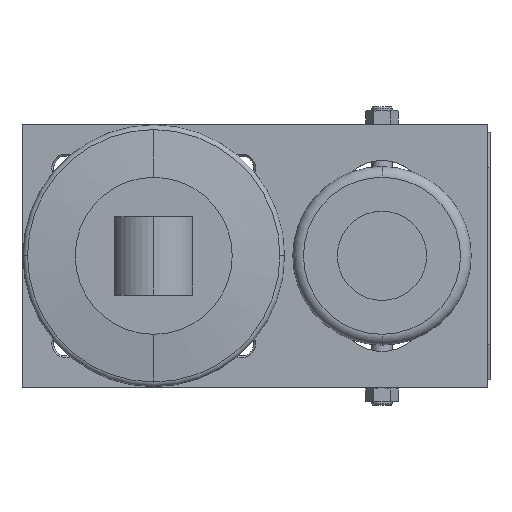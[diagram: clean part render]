
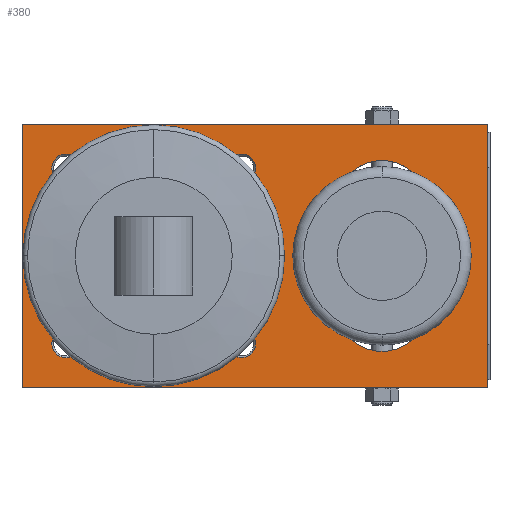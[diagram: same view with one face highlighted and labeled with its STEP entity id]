
A CAD part, top view. The second image highlights one B-rep face of the part: STEP entity #380.
In plain terms, the highlighted planar face has unit normal (0, 0, 1).
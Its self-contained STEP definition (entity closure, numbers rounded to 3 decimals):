
#380=ADVANCED_FACE('',(#810,#811,#812,#813,#814,#815,#816),#817,.T.);
#810=FACE_BOUND('',#1302,.T.);
#811=FACE_BOUND('',#1303,.T.);
#812=FACE_BOUND('',#1304,.T.);
#813=FACE_BOUND('',#1305,.T.);
#814=FACE_BOUND('',#1306,.T.);
#815=FACE_BOUND('',#1307,.T.);
#816=FACE_OUTER_BOUND('',#1308,.T.);
#817=PLANE('',#1309);
#1302=EDGE_LOOP('',(#2317,#2318,#2319,#2320));
#1303=EDGE_LOOP('',(#2321,#2322));
#1304=EDGE_LOOP('',(#2323,#2324));
#1305=EDGE_LOOP('',(#2325,#2326));
#1306=EDGE_LOOP('',(#2327,#2328));
#1307=EDGE_LOOP('',(#2329,#2330));
#1308=EDGE_LOOP('',(#2331,#2332,#2333,#2334,#2335,#2336));
#1309=AXIS2_PLACEMENT_3D('',#2337,#2338,#2339);
#2317=ORIENTED_EDGE('',*,*,#3026,.T.);
#2318=ORIENTED_EDGE('',*,*,#3033,.T.);
#2319=ORIENTED_EDGE('',*,*,#3037,.T.);
#2320=ORIENTED_EDGE('',*,*,#3028,.T.);
#2321=ORIENTED_EDGE('',*,*,#3077,.T.);
#2322=ORIENTED_EDGE('',*,*,#2852,.T.);
#2323=ORIENTED_EDGE('',*,*,#2849,.T.);
#2324=ORIENTED_EDGE('',*,*,#3079,.T.);
#2325=ORIENTED_EDGE('',*,*,#2835,.T.);
#2326=ORIENTED_EDGE('',*,*,#3085,.T.);
#2327=ORIENTED_EDGE('',*,*,#2821,.T.);
#2328=ORIENTED_EDGE('',*,*,#3091,.T.);
#2329=ORIENTED_EDGE('',*,*,#2807,.T.);
#2330=ORIENTED_EDGE('',*,*,#3097,.T.);
#2331=ORIENTED_EDGE('',*,*,#3132,.T.);
#2332=ORIENTED_EDGE('',*,*,#3103,.T.);
#2333=ORIENTED_EDGE('',*,*,#3136,.T.);
#2334=ORIENTED_EDGE('',*,*,#3138,.T.);
#2335=ORIENTED_EDGE('',*,*,#3139,.T.);
#2336=ORIENTED_EDGE('',*,*,#3140,.T.);
#2337=CARTESIAN_POINT('',(132.5,75.0,20.0));
#2338=DIRECTION('',(0.0,0.0,1.0));
#2339=DIRECTION('',(1.0,0.0,0.0));
#2807=EDGE_CURVE('',#3318,#3321,#3323,.T.);
#2821=EDGE_CURVE('',#3340,#3343,#3345,.T.);
#2835=EDGE_CURVE('',#3362,#3365,#3367,.T.);
#2849=EDGE_CURVE('',#3384,#3387,#3389,.T.);
#2852=EDGE_CURVE('',#3394,#3391,#3395,.T.);
#3026=EDGE_CURVE('',#3646,#3651,#3653,.T.);
#3028=EDGE_CURVE('',#3655,#3646,#3656,.T.);
#3033=EDGE_CURVE('',#3651,#3662,#3664,.T.);
#3037=EDGE_CURVE('',#3662,#3655,#3668,.T.);
#3077=EDGE_CURVE('',#3391,#3394,#3716,.T.);
#3079=EDGE_CURVE('',#3387,#3384,#3718,.T.);
#3085=EDGE_CURVE('',#3365,#3362,#3724,.T.);
#3091=EDGE_CURVE('',#3343,#3340,#3730,.T.);
#3097=EDGE_CURVE('',#3321,#3318,#3736,.T.);
#3103=EDGE_CURVE('',#3742,#3743,#3744,.T.);
#3132=EDGE_CURVE('',#3785,#3742,#3786,.T.);
#3136=EDGE_CURVE('',#3743,#3791,#3793,.T.);
#3138=EDGE_CURVE('',#3791,#3795,#3796,.T.);
#3139=EDGE_CURVE('',#3795,#3797,#3798,.T.);
#3140=EDGE_CURVE('',#3797,#3785,#3799,.T.);
#3318=VERTEX_POINT('',#4049);
#3321=VERTEX_POINT('',#4053);
#3323=CIRCLE('',#4056,8.0);
#3340=VERTEX_POINT('',#4077);
#3343=VERTEX_POINT('',#4081);
#3345=CIRCLE('',#4084,8.0);
#3362=VERTEX_POINT('',#4105);
#3365=VERTEX_POINT('',#4109);
#3367=CIRCLE('',#4112,8.0);
#3384=VERTEX_POINT('',#4133);
#3387=VERTEX_POINT('',#4137);
#3389=CIRCLE('',#4140,8.0);
#3391=VERTEX_POINT('',#4142);
#3394=VERTEX_POINT('',#4146);
#3395=CIRCLE('',#4147,37.25);
#3646=VERTEX_POINT('',#4839);
#3651=VERTEX_POINT('',#4845);
#3653=CIRCLE('',#4848,25.4);
#3655=VERTEX_POINT('',#4850);
#3656=LINE('',#4851,#4852);
#3662=VERTEX_POINT('',#4860);
#3664=LINE('',#4863,#4864);
#3668=CIRCLE('',#4869,25.4);
#3716=CIRCLE('',#4930,37.25);
#3718=CIRCLE('',#4932,8.0);
#3724=CIRCLE('',#4938,8.0);
#3730=CIRCLE('',#4944,8.0);
#3736=CIRCLE('',#4950,8.0);
#3742=VERTEX_POINT('',#4956);
#3743=VERTEX_POINT('',#4957);
#3744=LINE('',#4958,#4959);
#3785=VERTEX_POINT('',#5020);
#3786=LINE('',#5021,#5022);
#3791=VERTEX_POINT('',#5029);
#3793=LINE('',#5032,#5033);
#3795=VERTEX_POINT('',#5035);
#3796=LINE('',#5036,#5037);
#3797=VERTEX_POINT('',#5038);
#3798=LINE('',#5039,#5040);
#3799=LINE('',#5041,#5042);
#4049=CARTESIAN_POINT('',(25.0,33.0,20.0));
#4053=CARTESIAN_POINT('',(25.0,17.0,20.0));
#4056=AXIS2_PLACEMENT_3D('',#5719,#5720,#5721);
#4077=CARTESIAN_POINT('',(25.0,133.0,20.0));
#4081=CARTESIAN_POINT('',(25.0,117.0,20.0));
#4084=AXIS2_PLACEMENT_3D('',#5740,#5741,#5742);
#4105=CARTESIAN_POINT('',(125.0,33.0,20.0));
#4109=CARTESIAN_POINT('',(125.0,17.0,20.0));
#4112=AXIS2_PLACEMENT_3D('',#5761,#5762,#5763);
#4133=CARTESIAN_POINT('',(125.0,133.0,20.0));
#4137=CARTESIAN_POINT('',(125.0,117.0,20.0));
#4140=AXIS2_PLACEMENT_3D('',#5782,#5783,#5784);
#4142=CARTESIAN_POINT('',(112.25,75.0,20.0));
#4146=CARTESIAN_POINT('',(37.75,75.0,20.0));
#4147=AXIS2_PLACEMENT_3D('',#5786,#5787,#5788);
#4839=CARTESIAN_POINT('',(179.6,104.0,20.0));
#4845=CARTESIAN_POINT('',(230.4,104.0,20.0));
#4848=AXIS2_PLACEMENT_3D('',#5986,#5987,#5988);
#4850=CARTESIAN_POINT('',(179.6,46.0,20.0));
#4851=CARTESIAN_POINT('',(179.6,75.0,20.0));
#4852=VECTOR('',#5989,1.0);
#4860=CARTESIAN_POINT('',(230.4,46.0,20.0));
#4863=CARTESIAN_POINT('',(230.4,75.0,20.0));
#4864=VECTOR('',#5993,1.0);
#4869=AXIS2_PLACEMENT_3D('',#5998,#5999,#6000);
#4930=AXIS2_PLACEMENT_3D('',#6044,#6045,#6046);
#4932=AXIS2_PLACEMENT_3D('',#6047,#6048,#6049);
#4938=AXIS2_PLACEMENT_3D('',#6056,#6057,#6058);
#4944=AXIS2_PLACEMENT_3D('',#6065,#6066,#6067);
#4950=AXIS2_PLACEMENT_3D('',#6074,#6075,#6076);
#4956=CARTESIAN_POINT('',(265.0,4.5,20.0));
#4957=CARTESIAN_POINT('',(265.0,145.5,20.0));
#4958=CARTESIAN_POINT('',(265.0,75.0,20.0));
#4959=VECTOR('',#6083,1.0);
#5020=CARTESIAN_POINT('',(265.0,0.0,20.0));
#5021=CARTESIAN_POINT('',(265.0,75.0,20.0));
#5022=VECTOR('',#6104,1.0);
#5029=CARTESIAN_POINT('',(265.0,150.0,20.0));
#5032=CARTESIAN_POINT('',(265.0,75.0,20.0));
#5033=VECTOR('',#6108,1.0);
#5035=CARTESIAN_POINT('',(0.0,150.0,20.0));
#5036=CARTESIAN_POINT('',(132.5,150.0,20.0));
#5037=VECTOR('',#6109,1.0);
#5038=CARTESIAN_POINT('',(0.0,0.0,20.0));
#5039=CARTESIAN_POINT('',(0.0,75.0,20.0));
#5040=VECTOR('',#6110,1.0);
#5041=CARTESIAN_POINT('',(132.5,0.0,20.0));
#5042=VECTOR('',#6111,1.0);
#5719=CARTESIAN_POINT('',(25.0,25.0,20.0));
#5720=DIRECTION('',(0.0,0.0,-1.0));
#5721=DIRECTION('',(0.0,1.0,0.0));
#5740=CARTESIAN_POINT('',(25.0,125.0,20.0));
#5741=DIRECTION('',(0.0,0.0,-1.0));
#5742=DIRECTION('',(0.0,1.0,0.0));
#5761=CARTESIAN_POINT('',(125.0,25.0,20.0));
#5762=DIRECTION('',(0.0,0.0,-1.0));
#5763=DIRECTION('',(0.0,1.0,0.0));
#5782=CARTESIAN_POINT('',(125.0,125.0,20.0));
#5783=DIRECTION('',(0.0,0.0,-1.0));
#5784=DIRECTION('',(0.0,1.0,0.0));
#5786=CARTESIAN_POINT('',(75.0,75.0,20.0));
#5787=DIRECTION('',(0.0,0.0,-1.0));
#5788=DIRECTION('',(1.0,0.0,0.0));
#5986=CARTESIAN_POINT('',(205.0,104.0,20.0));
#5987=DIRECTION('',(0.0,0.0,-1.0));
#5988=DIRECTION('',(1.0,0.0,0.0));
#5989=DIRECTION('',(0.0,1.0,0.0));
#5993=DIRECTION('',(0.0,-1.0,0.0));
#5998=CARTESIAN_POINT('',(205.0,46.0,20.0));
#5999=DIRECTION('',(0.0,0.0,-1.0));
#6000=DIRECTION('',(1.0,0.0,0.0));
#6044=CARTESIAN_POINT('',(75.0,75.0,20.0));
#6045=DIRECTION('',(0.0,0.0,-1.0));
#6046=DIRECTION('',(1.0,0.0,0.0));
#6047=CARTESIAN_POINT('',(125.0,125.0,20.0));
#6048=DIRECTION('',(0.0,0.0,-1.0));
#6049=DIRECTION('',(0.0,1.0,0.0));
#6056=CARTESIAN_POINT('',(125.0,25.0,20.0));
#6057=DIRECTION('',(0.0,0.0,-1.0));
#6058=DIRECTION('',(0.0,1.0,0.0));
#6065=CARTESIAN_POINT('',(25.0,125.0,20.0));
#6066=DIRECTION('',(0.0,0.0,-1.0));
#6067=DIRECTION('',(0.0,1.0,0.0));
#6074=CARTESIAN_POINT('',(25.0,25.0,20.0));
#6075=DIRECTION('',(0.0,0.0,-1.0));
#6076=DIRECTION('',(0.0,1.0,0.0));
#6083=DIRECTION('',(0.0,1.0,0.0));
#6104=DIRECTION('',(0.0,1.0,0.0));
#6108=DIRECTION('',(0.0,1.0,0.0));
#6109=DIRECTION('',(-1.0,0.0,0.0));
#6110=DIRECTION('',(0.0,-1.0,0.0));
#6111=DIRECTION('',(1.0,0.0,0.0));
